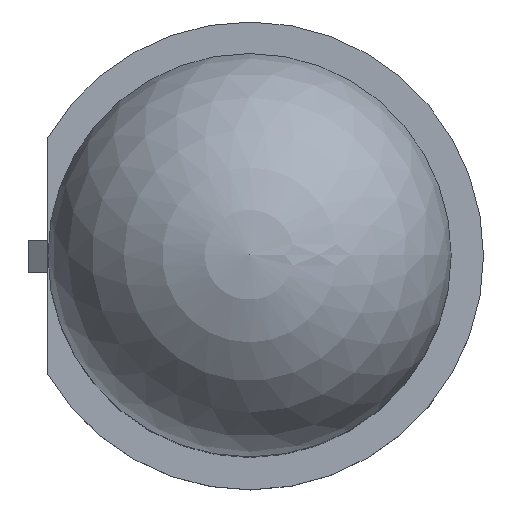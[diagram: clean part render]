
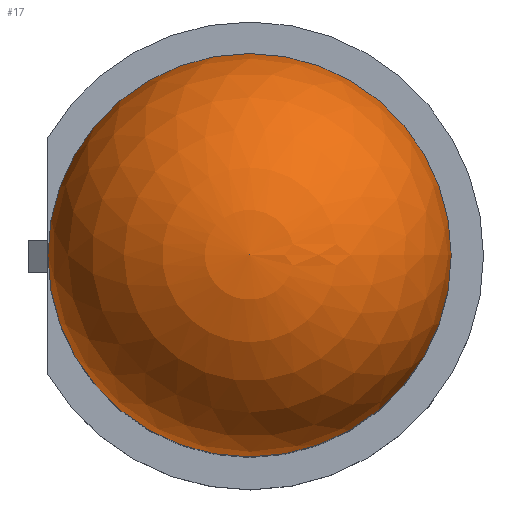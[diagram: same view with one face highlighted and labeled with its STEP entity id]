
A CAD part, top view. The second image highlights one B-rep face of the part: STEP entity #17.
In plain terms, the highlighted spherical face has radius 2.5 mm.
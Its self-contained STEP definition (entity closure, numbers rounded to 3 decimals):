
#17=ADVANCED_FACE('',(#18),#39,.T.);
#18=FACE_BOUND('',#19,.F.);
#19=EDGE_LOOP('',(#20,#29,#38));
#20=ORIENTED_EDGE('',*,*,#21,.T.);
#21=EDGE_CURVE('',#22,#22,#24,.T.);
#22=VERTEX_POINT('',#23);
#23=CARTESIAN_POINT('',(5.04,0.,9.1));
#24=CIRCLE('',#25,2.5);
#25=AXIS2_PLACEMENT_3D('',#26,#27,#28);
#26=CARTESIAN_POINT('',(2.54,0.,9.1));
#27=DIRECTION('',(0.,0.,-1.));
#28=DIRECTION('',(1.,0.,0.));
#29=ORIENTED_EDGE('',*,*,#30,.T.);
#30=EDGE_CURVE('',#22,#31,#33,.T.);
#31=VERTEX_POINT('',#32);
#32=CARTESIAN_POINT('',(2.54,0.,11.6));
#33=CIRCLE('',#34,2.5);
#34=AXIS2_PLACEMENT_3D('',#35,#36,#37);
#35=CARTESIAN_POINT('',(2.54,0.,9.1));
#36=DIRECTION('',(0.,-1.,0.));
#37=DIRECTION('',(1.,0.,0.));
#38=ORIENTED_EDGE('',*,*,#30,.F.);
#39=SPHERICAL_SURFACE('',#40,2.5);
#40=AXIS2_PLACEMENT_3D('',#35,#41,#42);
#41=DIRECTION('',(0.,0.,1.));
#42=DIRECTION('',(1.,0.,0.));
